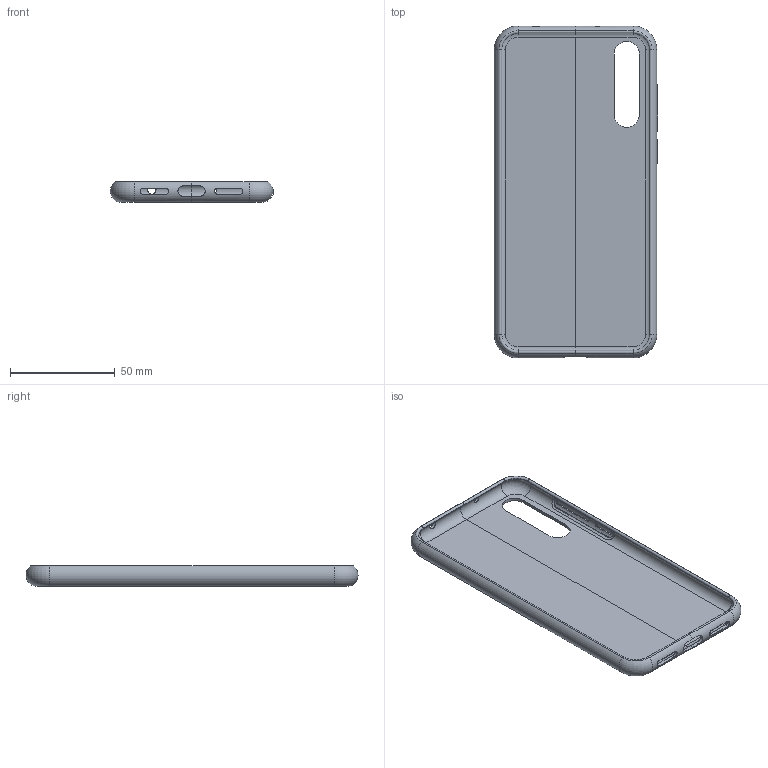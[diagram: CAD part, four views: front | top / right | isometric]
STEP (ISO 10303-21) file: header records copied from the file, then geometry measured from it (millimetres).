
FILE_DESCRIPTION(/* description */ (''),/* implementation_level */ '2;1');
FILE_NAME(/* name */ 'Huawei P20 Pro Case_closed .step',/* time_stamp */ '2019-03-14T20:04:21+01:00',/* author */ ('dabo418'),/* organization */ (''),/* preprocessor_version */ 'ST-DEVELOPER v17.2',/* originating_system */ 'Autodesk Translation Framework v7.6.0.251',/* authorisation */ '');
FILE_SCHEMA (('AUTOMOTIVE_DESIGN { 1 0 10303 214 3 1 1 }'));
Length unit declared in the file: millimetre
Products named in the file (1): Huawei P20 Pro Case_closed
Bounding box: 78.21 x 158.8 x 9.99 mm (x, y, z)
Volume: 21315.8 mm3; surface area: 31156.8 mm2
Topology: 4 solids, 4 shells, 107 faces, 264 edges, 168 vertices
Faces by surface type: cylinder 51, plane 42, torus 12, bspline 2
Full cylindrical faces by diameter (mm): 3 x1, 4 x1
Entity records: 3902 total; most frequent: CARTESIAN_POINT 1348, ORIENTED_EDGE 528, DIRECTION 506, EDGE_CURVE 264, AXIS2_PLACEMENT_3D 182, VERTEX_POINT 168, LINE 142, VECTOR 142
